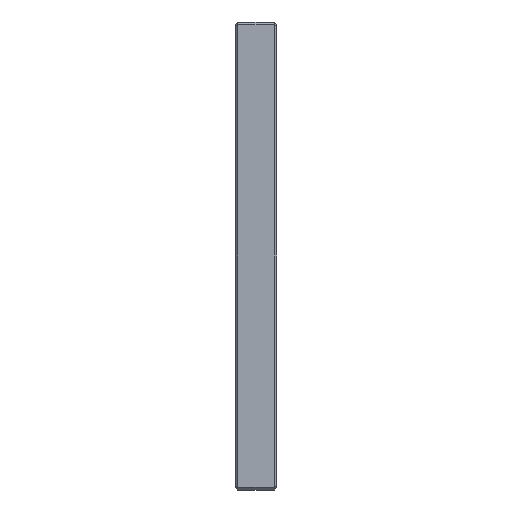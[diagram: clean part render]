
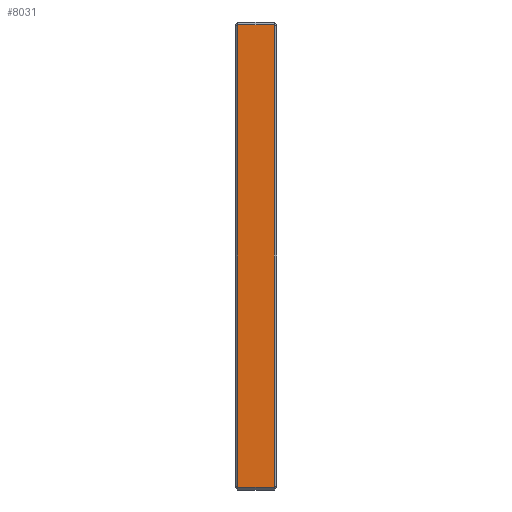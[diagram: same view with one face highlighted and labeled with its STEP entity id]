
A CAD part, left-side view. The second image highlights one B-rep face of the part: STEP entity #8031.
In plain terms, the highlighted planar face has unit normal (-1, 0, 0).
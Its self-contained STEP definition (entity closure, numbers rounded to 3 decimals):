
#132 = CARTESIAN_POINT ( 'NONE',  ( -82.5, 4., -44.5 ) ) ;
#559 = CARTESIAN_POINT ( 'NONE',  ( -82.5, 3.5, -44.5 ) ) ;
#593 = DIRECTION ( 'NONE',  ( 0., 0., 1. ) ) ;
#836 = LINE ( 'NONE', #6050, #6177 ) ;
#1220 = FACE_OUTER_BOUND ( 'NONE', #8175, .T. ) ;
#1234 = CARTESIAN_POINT ( 'NONE',  ( -82.5, 3.5, 44.5 ) ) ;
#1421 = AXIS2_PLACEMENT_3D ( 'NONE', #4434, #4390, #3706 ) ;
#1819 = PLANE ( 'NONE',  #1421 ) ;
#1960 = LINE ( 'NONE', #8371, #4619 ) ;
#2113 = EDGE_CURVE ( 'NONE', #3440, #7098, #6676, .T. ) ;
#2316 = EDGE_CURVE ( 'NONE', #7098, #7735, #1960, .T. ) ;
#2435 = VECTOR ( 'NONE', #5281, 1000. ) ;
#2731 = ORIENTED_EDGE ( 'NONE', *, *, #2316, .T. ) ;
#3367 = DIRECTION ( 'NONE',  ( 0., 1., 0. ) ) ;
#3440 = VERTEX_POINT ( 'NONE', #559 ) ;
#3706 = DIRECTION ( 'NONE',  ( 0., 0., -1. ) ) ;
#3833 = ORIENTED_EDGE ( 'NONE', *, *, #6054, .T. ) ;
#3960 = LINE ( 'NONE', #7116, #2435 ) ;
#4390 = DIRECTION ( 'NONE',  ( 1., 0., 0. ) ) ;
#4434 = CARTESIAN_POINT ( 'NONE',  ( -82.5, 4., -45. ) ) ;
#4619 = VECTOR ( 'NONE', #593, 1000. ) ;
#4760 = EDGE_CURVE ( 'NONE', #7735, #6987, #836, .T. ) ;
#4774 = CARTESIAN_POINT ( 'NONE',  ( -82.5, -3.5, -44.5 ) ) ;
#5281 = DIRECTION ( 'NONE',  ( 0., 0., -1. ) ) ;
#6050 = CARTESIAN_POINT ( 'NONE',  ( -82.5, 4., 44.5 ) ) ;
#6054 = EDGE_CURVE ( 'NONE', #6987, #3440, #3960, .T. ) ;
#6177 = VECTOR ( 'NONE', #3367, 1000. ) ;
#6490 = CARTESIAN_POINT ( 'NONE',  ( -82.5, -3.5, 44.5 ) ) ;
#6676 = LINE ( 'NONE', #132, #6999 ) ;
#6716 = DIRECTION ( 'NONE',  ( 0., -1., 0. ) ) ;
#6987 = VERTEX_POINT ( 'NONE', #1234 ) ;
#6999 = VECTOR ( 'NONE', #6716, 1000. ) ;
#7056 = ORIENTED_EDGE ( 'NONE', *, *, #2113, .T. ) ;
#7098 = VERTEX_POINT ( 'NONE', #4774 ) ;
#7116 = CARTESIAN_POINT ( 'NONE',  ( -82.5, 3.5, -44.5 ) ) ;
#7233 = ORIENTED_EDGE ( 'NONE', *, *, #4760, .T. ) ;
#7735 = VERTEX_POINT ( 'NONE', #6490 ) ;
#8031 = ADVANCED_FACE ( 'NONE', ( #1220 ), #1819, .F. ) ;
#8175 = EDGE_LOOP ( 'NONE', ( #7056, #2731, #7233, #3833 ) ) ;
#8371 = CARTESIAN_POINT ( 'NONE',  ( -82.5, -3.5, -45. ) ) ;
